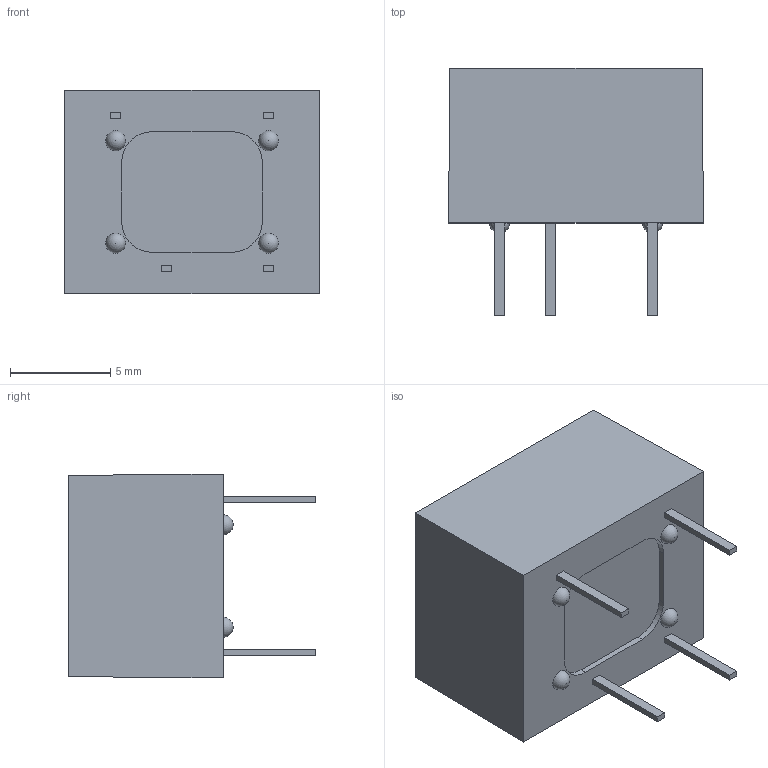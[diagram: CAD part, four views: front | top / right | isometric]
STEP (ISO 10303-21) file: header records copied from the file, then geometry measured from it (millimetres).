
FILE_DESCRIPTION (( 'STEP AP214' ), '1' );
FILE_NAME ('CUI_PDSE1-S5-S5-D.step', '2019-08-27T12:52:35', ( '' ), ( '' ), 'SwSTEP 2.0', 'SolidWorks 2019', '' );
FILE_SCHEMA (( 'AUTOMOTIVE_DESIGN' ));
Length unit declared in the file: inch
Products named in the file (1): CUI_PDSE1-S5-S5-D
Bounding box: 12.7 x 12.3 x 10.16 mm (x, y, z)
Volume: 973.5 mm3; surface area: 644.9 mm2
Topology: 1 solids, 1 shells, 42 faces, 106 edges, 72 vertices
Faces by surface type: plane 32, cylinder 6, sphere 4
Entity records: 1519 total; most frequent: CARTESIAN_POINT 209, DIRECTION 204, ORIENTED_EDGE 196, EDGE_CURVE 98, VECTOR 78, LINE 78, VERTEX_POINT 68, AXIS2_PLACEMENT_3D 63
